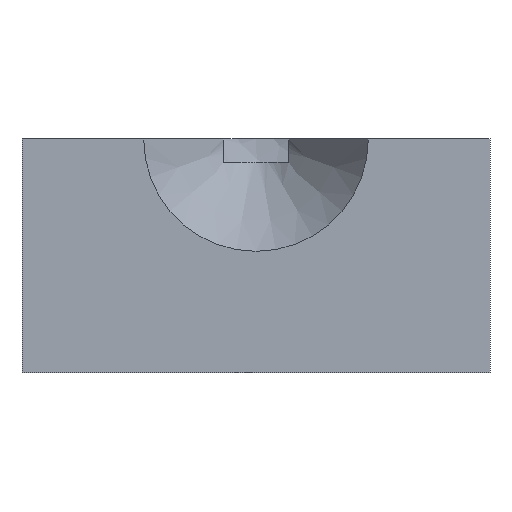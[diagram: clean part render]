
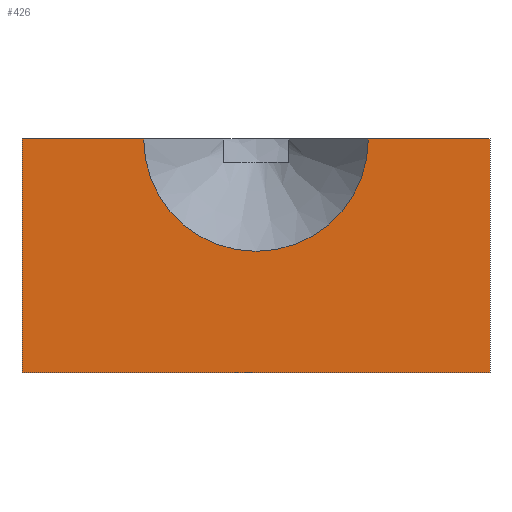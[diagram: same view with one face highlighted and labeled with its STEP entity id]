
A CAD part, front view. The second image highlights one B-rep face of the part: STEP entity #426.
In plain terms, the highlighted planar face has unit normal (0, -1, 0).
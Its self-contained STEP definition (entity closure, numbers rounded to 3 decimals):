
#58=CIRCLE('',#486,12.);
#78=FACE_OUTER_BOUND('',#105,.T.);
#105=EDGE_LOOP('',(#340,#341,#342,#343,#344,#345));
#127=LINE('',#658,#154);
#130=LINE('',#664,#157);
#137=LINE('',#683,#164);
#140=LINE('',#741,#167);
#141=LINE('',#742,#168);
#154=VECTOR('',#522,10.);
#157=VECTOR('',#527,10.);
#164=VECTOR('',#540,10.);
#167=VECTOR('',#589,10.);
#168=VECTOR('',#590,10.);
#180=VERTEX_POINT('',#655);
#181=VERTEX_POINT('',#657);
#182=VERTEX_POINT('',#661);
#183=VERTEX_POINT('',#663);
#192=VERTEX_POINT('',#681);
#212=VERTEX_POINT('',#740);
#226=EDGE_CURVE('',#180,#181,#127,.T.);
#229=EDGE_CURVE('',#182,#183,#130,.T.);
#239=EDGE_CURVE('',#192,#180,#137,.T.);
#262=EDGE_CURVE('',#192,#183,#58,.T.);
#263=EDGE_CURVE('',#182,#212,#140,.T.);
#264=EDGE_CURVE('',#212,#181,#141,.T.);
#340=ORIENTED_EDGE('',*,*,#262,.T.);
#341=ORIENTED_EDGE('',*,*,#229,.F.);
#342=ORIENTED_EDGE('',*,*,#263,.T.);
#343=ORIENTED_EDGE('',*,*,#264,.T.);
#344=ORIENTED_EDGE('',*,*,#226,.F.);
#345=ORIENTED_EDGE('',*,*,#239,.F.);
#412=PLANE('',#487);
#426=ADVANCED_FACE('',(#78),#412,.T.);
#486=AXIS2_PLACEMENT_3D('',#738,#585,#586);
#487=AXIS2_PLACEMENT_3D('',#739,#587,#588);
#522=DIRECTION('',(0.,0.,-1.));
#527=DIRECTION('',(1.,0.,0.));
#540=DIRECTION('',(1.,0.,0.));
#585=DIRECTION('center_axis',(0.,1.,0.));
#586=DIRECTION('ref_axis',(0.,0.,-1.));
#587=DIRECTION('center_axis',(0.,-1.,0.));
#588=DIRECTION('ref_axis',(0.,0.,-1.));
#589=DIRECTION('',(0.,0.,-1.));
#590=DIRECTION('',(1.,0.,0.));
#655=CARTESIAN_POINT('',(50.,0.,25.));
#657=CARTESIAN_POINT('',(50.,0.,0.));
#658=CARTESIAN_POINT('',(50.,0.,25.));
#661=CARTESIAN_POINT('',(0.,0.,25.));
#663=CARTESIAN_POINT('',(13.,0.,25.));
#664=CARTESIAN_POINT('',(0.,0.,25.));
#681=CARTESIAN_POINT('',(37.,0.,25.));
#683=CARTESIAN_POINT('',(0.,0.,25.));
#738=CARTESIAN_POINT('Origin',(25.,0.,25.));
#739=CARTESIAN_POINT('Origin',(0.,0.,25.));
#740=CARTESIAN_POINT('',(0.,0.,0.));
#741=CARTESIAN_POINT('',(0.,0.,25.));
#742=CARTESIAN_POINT('',(0.,0.,0.));
